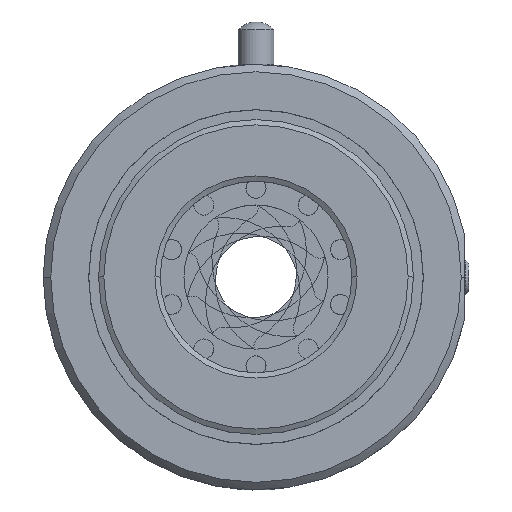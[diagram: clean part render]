
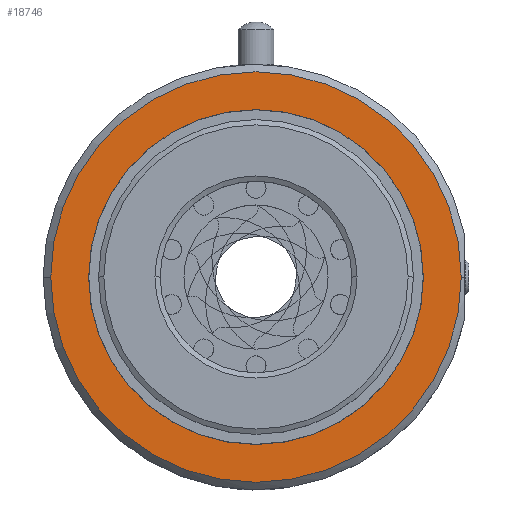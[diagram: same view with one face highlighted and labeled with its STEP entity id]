
A CAD part, top view. The second image highlights one B-rep face of the part: STEP entity #18746.
In plain terms, the highlighted planar face has unit normal (0, 0, 1).
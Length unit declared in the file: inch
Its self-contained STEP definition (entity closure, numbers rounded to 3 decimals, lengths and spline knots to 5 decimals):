
#1349 = DIRECTION ( 'NONE',  ( -1., 0., 0. ) ) ;
#2253 = VERTEX_POINT ( 'NONE', #13470 ) ;
#3567 = EDGE_CURVE ( 'NONE', #12424, #20252, #9266, .T. ) ;
#3756 = DIRECTION ( 'NONE',  ( 0., 0., -1. ) ) ;
#4896 = ORIENTED_EDGE ( 'NONE', *, *, #3567, .T. ) ;
#7487 = CIRCLE ( 'NONE', #17830, 0.5505 ) ;
#8308 = VERTEX_POINT ( 'NONE', #13835 ) ;
#8716 = ORIENTED_EDGE ( 'NONE', *, *, #28580, .T. ) ;
#9266 = CIRCLE ( 'NONE', #22247, 0.675 ) ;
#9603 = DIRECTION ( 'NONE',  ( -1., 0., 0. ) ) ;
#9954 = CARTESIAN_POINT ( 'NONE',  ( -0.675, 0., 0.386 ) ) ;
#10292 = AXIS2_PLACEMENT_3D ( 'NONE', #12338, #20090, #11570 ) ;
#10435 = DIRECTION ( 'NONE',  ( 0., 0., 1. ) ) ;
#10753 = CARTESIAN_POINT ( 'NONE',  ( 0., 0., 0.386 ) ) ;
#11119 = DIRECTION ( 'NONE',  ( 0., 0., -1. ) ) ;
#11492 = EDGE_LOOP ( 'NONE', ( #28791, #4896 ) ) ;
#11570 = DIRECTION ( 'NONE',  ( -1., 0., 0. ) ) ;
#12338 = CARTESIAN_POINT ( 'NONE',  ( 0., 0., 0.386 ) ) ;
#12424 = VERTEX_POINT ( 'NONE', #31207 ) ;
#13470 = CARTESIAN_POINT ( 'NONE',  ( 0.5505, 0., 0.386 ) ) ;
#13835 = CARTESIAN_POINT ( 'NONE',  ( -0.5505, 0., 0.386 ) ) ;
#15492 = DIRECTION ( 'NONE',  ( 0., 0., 1. ) ) ;
#15630 = PLANE ( 'NONE',  #34871 ) ;
#17211 = EDGE_CURVE ( 'NONE', #20252, #12424, #24676, .T. ) ;
#17655 = EDGE_CURVE ( 'NONE', #2253, #8308, #23206, .T. ) ;
#17830 = AXIS2_PLACEMENT_3D ( 'NONE', #10753, #11119, #22514 ) ;
#18650 = ORIENTED_EDGE ( 'NONE', *, *, #17655, .T. ) ;
#18746 = ADVANCED_FACE ( 'NONE', ( #19300, #34617 ), #15630, .F. ) ;
#19300 = FACE_OUTER_BOUND ( 'NONE', #11492, .T. ) ;
#20090 = DIRECTION ( 'NONE',  ( 0., 0., -1. ) ) ;
#20252 = VERTEX_POINT ( 'NONE', #9954 ) ;
#21140 = CARTESIAN_POINT ( 'NONE',  ( 0., 0., 0.386 ) ) ;
#21264 = CARTESIAN_POINT ( 'NONE',  ( 0., 0., 0.386 ) ) ;
#22247 = AXIS2_PLACEMENT_3D ( 'NONE', #36307, #10435, #33796 ) ;
#22514 = DIRECTION ( 'NONE',  ( -1., 0., 0. ) ) ;
#23206 = CIRCLE ( 'NONE', #10292, 0.5505 ) ;
#24676 = CIRCLE ( 'NONE', #25877, 0.675 ) ;
#24779 = EDGE_LOOP ( 'NONE', ( #18650, #8716 ) ) ;
#25877 = AXIS2_PLACEMENT_3D ( 'NONE', #21140, #15492, #1349 ) ;
#28580 = EDGE_CURVE ( 'NONE', #8308, #2253, #7487, .T. ) ;
#28791 = ORIENTED_EDGE ( 'NONE', *, *, #17211, .T. ) ;
#31207 = CARTESIAN_POINT ( 'NONE',  ( 0.675, 0., 0.386 ) ) ;
#33796 = DIRECTION ( 'NONE',  ( -1., 0., 0. ) ) ;
#34617 = FACE_BOUND ( 'NONE', #24779, .T. ) ;
#34871 = AXIS2_PLACEMENT_3D ( 'NONE', #21264, #3756, #9603 ) ;
#36307 = CARTESIAN_POINT ( 'NONE',  ( 0., 0., 0.386 ) ) ;
